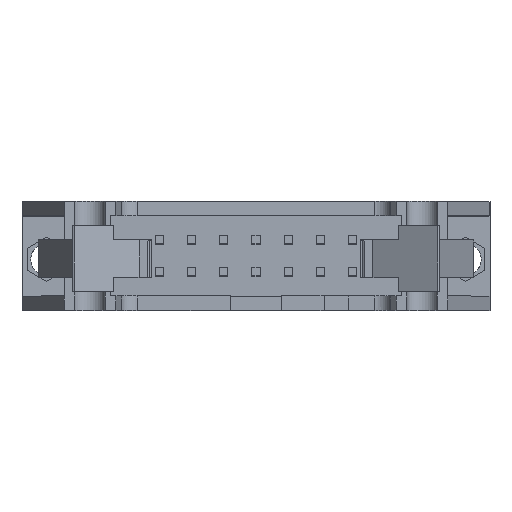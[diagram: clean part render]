
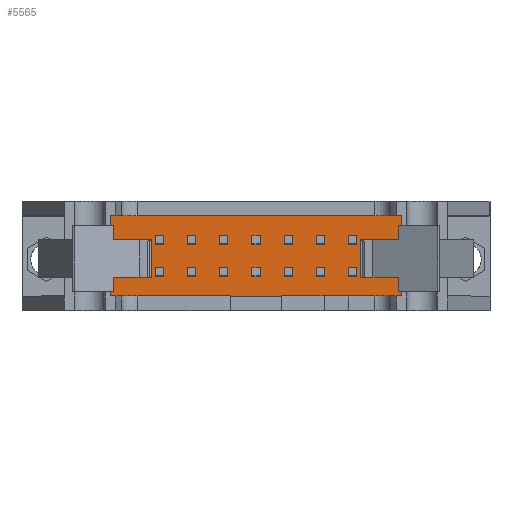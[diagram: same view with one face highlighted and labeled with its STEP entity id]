
A CAD part, top view. The second image highlights one B-rep face of the part: STEP entity #5565.
In plain terms, the highlighted planar face has unit normal (0, 0, 1).
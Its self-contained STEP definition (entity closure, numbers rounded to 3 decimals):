
#253=FACE_OUTER_BOUND($,#600,.T.);
#600=EDGE_LOOP($,(#4065,#4066,#4067,#4068,#4069,#4070,#4071,#4072,#4073,
#4074,#4075,#4076,#4077,#4078));
#962=LINE($,#8342,#1677);
#967=LINE($,#8355,#1682);
#973=LINE($,#8366,#1688);
#976=LINE($,#8377,#1691);
#1076=LINE($,#8780,#1791);
#1077=LINE($,#8782,#1792);
#1078=LINE($,#8784,#1793);
#1079=LINE($,#8787,#1794);
#1080=LINE($,#8789,#1795);
#1081=LINE($,#8791,#1796);
#1082=LINE($,#8793,#1797);
#1083=LINE($,#8795,#1798);
#1084=LINE($,#8797,#1799);
#1085=LINE($,#8798,#1800);
#1677=VECTOR($,#6441,1.448);
#1682=VECTOR($,#6450,9.525);
#1688=VECTOR($,#6458,3.302);
#1691=VECTOR($,#6467,3.302);
#1791=VECTOR($,#6699,1.448);
#1792=VECTOR($,#6702,9.525);
#1793=VECTOR($,#6705,4.064);
#1794=VECTOR($,#6708,2.997);
#1795=VECTOR($,#6709,3.302);
#1796=VECTOR($,#6710,1.905);
#1797=VECTOR($,#6711,23.114);
#1798=VECTOR($,#6712,1.905);
#1799=VECTOR($,#6713,3.302);
#1800=VECTOR($,#6714,2.997);
#2404=VERTEX_POINT($,#8335);
#2407=VERTEX_POINT($,#8340);
#2413=VERTEX_POINT($,#8354);
#2417=VERTEX_POINT($,#8364);
#2421=VERTEX_POINT($,#8375);
#2422=VERTEX_POINT($,#8376);
#2432=VERTEX_POINT($,#8407);
#2479=VERTEX_POINT($,#8778);
#2480=VERTEX_POINT($,#8786);
#2481=VERTEX_POINT($,#8788);
#2482=VERTEX_POINT($,#8790);
#2483=VERTEX_POINT($,#8792);
#2484=VERTEX_POINT($,#8794);
#2485=VERTEX_POINT($,#8796);
#2943=EDGE_CURVE($,#2404,#2407,#962,.F.);
#2949=EDGE_CURVE($,#2413,#2404,#967,.F.);
#2955=EDGE_CURVE($,#2407,#2417,#973,.F.);
#2960=EDGE_CURVE($,#2421,#2422,#976,.F.);
#3074=EDGE_CURVE($,#2422,#2479,#1076,.F.);
#3075=EDGE_CURVE($,#2479,#2432,#1077,.F.);
#3076=EDGE_CURVE($,#2413,#2432,#1078,.T.);
#3077=EDGE_CURVE($,#2480,#2417,#1079,.F.);
#3078=EDGE_CURVE($,#2481,#2480,#1080,.F.);
#3079=EDGE_CURVE($,#2482,#2481,#1081,.F.);
#3080=EDGE_CURVE($,#2483,#2482,#1082,.F.);
#3081=EDGE_CURVE($,#2484,#2483,#1083,.F.);
#3082=EDGE_CURVE($,#2485,#2484,#1084,.F.);
#3083=EDGE_CURVE($,#2421,#2485,#1085,.F.);
#4065=ORIENTED_EDGE($,*,*,#2955,.T.);
#4066=ORIENTED_EDGE($,*,*,#3077,.F.);
#4067=ORIENTED_EDGE($,*,*,#3078,.F.);
#4068=ORIENTED_EDGE($,*,*,#3079,.F.);
#4069=ORIENTED_EDGE($,*,*,#3080,.F.);
#4070=ORIENTED_EDGE($,*,*,#3081,.F.);
#4071=ORIENTED_EDGE($,*,*,#3082,.F.);
#4072=ORIENTED_EDGE($,*,*,#3083,.F.);
#4073=ORIENTED_EDGE($,*,*,#2960,.T.);
#4074=ORIENTED_EDGE($,*,*,#3074,.T.);
#4075=ORIENTED_EDGE($,*,*,#3075,.T.);
#4076=ORIENTED_EDGE($,*,*,#3076,.F.);
#4077=ORIENTED_EDGE($,*,*,#2949,.T.);
#4078=ORIENTED_EDGE($,*,*,#2943,.T.);
#5252=PLANE($,#5993);
#5565=ADVANCED_FACE($,(#253),#5252,.F.);
#5993=AXIS2_PLACEMENT_3D($,#8785,#6706,#6707);
#6441=DIRECTION($,(0.,-1.,0.));
#6450=DIRECTION($,(-1.,0.,0.));
#6458=DIRECTION($,(1.,0.,0.));
#6467=DIRECTION($,(1.,0.,0.));
#6699=DIRECTION($,(0.,1.,0.));
#6702=DIRECTION($,(-1.,0.,0.));
#6705=DIRECTION($,(-1.,0.,0.));
#6706=DIRECTION('center_axis',(0.,0.,-1.));
#6707=DIRECTION('ref_axis',(-1.,0.,0.));
#6708=DIRECTION($,(0.,1.,0.));
#6709=DIRECTION($,(1.,0.,0.));
#6710=DIRECTION($,(0.,1.,0.));
#6711=DIRECTION($,(-1.,0.,0.));
#6712=DIRECTION($,(0.,-1.,0.));
#6713=DIRECTION($,(1.,0.,0.));
#6714=DIRECTION($,(0.,-1.,0.));
#8335=CARTESIAN_POINT('',(11.557,-3.175,7.62));
#8340=CARTESIAN_POINT('',(11.557,-1.727,7.62));
#8342=CARTESIAN_POINT($,(11.557,-1.727,7.62));
#8354=CARTESIAN_POINT('',(2.032,-3.175,7.62));
#8355=CARTESIAN_POINT($,(11.557,-3.175,7.62));
#8364=CARTESIAN_POINT('',(8.255,-1.727,7.62));
#8366=CARTESIAN_POINT($,(8.255,-1.727,7.62));
#8375=CARTESIAN_POINT('',(-8.255,-1.727,7.62));
#8376=CARTESIAN_POINT('',(-11.557,-1.727,7.62));
#8377=CARTESIAN_POINT($,(-11.557,-1.727,7.62));
#8407=CARTESIAN_POINT('',(-2.032,-3.175,7.62));
#8778=CARTESIAN_POINT('',(-11.557,-3.175,7.62));
#8780=CARTESIAN_POINT($,(-11.557,-3.175,7.62));
#8782=CARTESIAN_POINT($,(-2.032,-3.175,7.62));
#8784=CARTESIAN_POINT($,(2.032,-3.175,7.62));
#8785=CARTESIAN_POINT('Origin',(12.019,-3.302,7.62));
#8786=CARTESIAN_POINT('',(8.255,1.27,7.62));
#8787=CARTESIAN_POINT($,(8.255,-1.727,7.62));
#8788=CARTESIAN_POINT('',(11.557,1.27,7.62));
#8789=CARTESIAN_POINT($,(8.255,1.27,7.62));
#8790=CARTESIAN_POINT('',(11.557,3.175,7.62));
#8791=CARTESIAN_POINT($,(11.557,1.27,7.62));
#8792=CARTESIAN_POINT('',(-11.557,3.175,7.62));
#8793=CARTESIAN_POINT($,(11.557,3.175,7.62));
#8794=CARTESIAN_POINT('',(-11.557,1.27,7.62));
#8795=CARTESIAN_POINT($,(-11.557,3.175,7.62));
#8796=CARTESIAN_POINT('',(-8.255,1.27,7.62));
#8797=CARTESIAN_POINT($,(-11.557,1.27,7.62));
#8798=CARTESIAN_POINT($,(-8.255,1.27,7.62));
